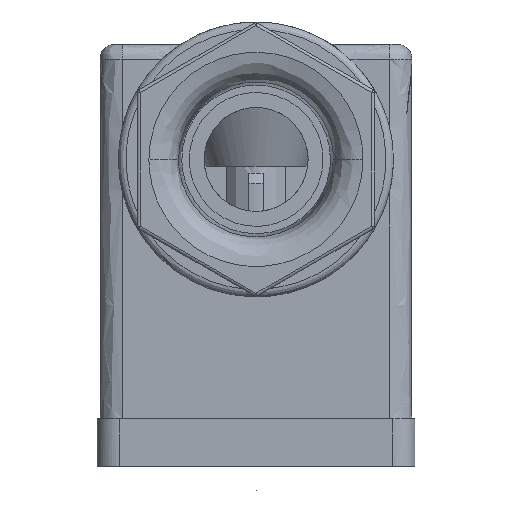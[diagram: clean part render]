
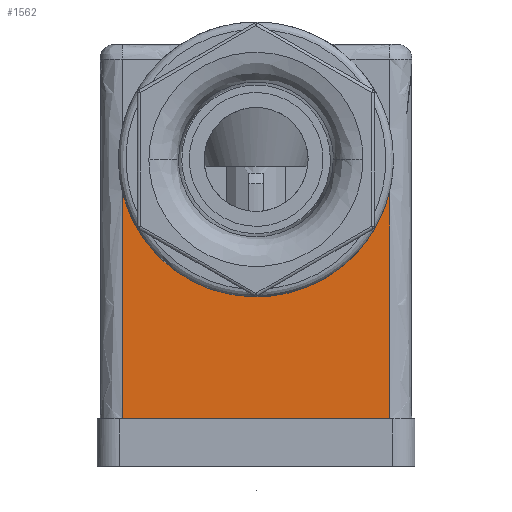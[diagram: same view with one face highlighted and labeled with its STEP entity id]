
A CAD part, left-side view. The second image highlights one B-rep face of the part: STEP entity #1562.
In plain terms, the highlighted planar face has unit normal (-1, 0, 0).
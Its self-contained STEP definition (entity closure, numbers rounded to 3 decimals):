
#1562=ADVANCED_FACE('',(#2937),#36761,.T.);
#2937=FACE_OUTER_BOUND('',#4309,.T.);
#4309=EDGE_LOOP('',(#14209,#14210,#14211,#14212));
#14209=ORIENTED_EDGE('',*,*,#21732,.T.);
#14210=ORIENTED_EDGE('',*,*,#20459,.F.);
#14211=ORIENTED_EDGE('',*,*,#21733,.T.);
#14212=ORIENTED_EDGE('',*,*,#21755,.T.);
#20459=EDGE_CURVE('',#34538,#34531,#27846,.T.);
#21732=EDGE_CURVE('',#35382,#34531,#29080,.T.);
#21733=EDGE_CURVE('',#34538,#35383,#29081,.T.);
#21755=EDGE_CURVE('',#35383,#35382,#22498,.T.);
#22498=(
BOUNDED_CURVE()
B_SPLINE_CURVE(2,(#106690,#106691,#106692,#106693,#106694),
 .UNSPECIFIED.,.F.,.F.)
B_SPLINE_CURVE_WITH_KNOTS((3,2,3),(-24.749,-12.375,
0.),.UNSPECIFIED.)
CURVE()
GEOMETRIC_REPRESENTATION_ITEM()
RATIONAL_B_SPLINE_CURVE((1.,0.785,1.,0.785,1.))
REPRESENTATION_ITEM('')
);
#27846=B_SPLINE_CURVE_WITH_KNOTS('',1,(#103971,#103972),.UNSPECIFIED.,.F.,
 .F.,(2,2),(0.,18.),.UNSPECIFIED.);
#29080=B_SPLINE_CURVE_WITH_KNOTS('',1,(#106590,#106591),.UNSPECIFIED.,.F.,
 .F.,(2,2),(0.,15.304),.UNSPECIFIED.);
#29081=B_SPLINE_CURVE_WITH_KNOTS('',1,(#106592,#106593),.UNSPECIFIED.,.F.,
 .F.,(2,2),(0.,15.345),.UNSPECIFIED.);
#34531=VERTEX_POINT('',#102824);
#34538=VERTEX_POINT('',#102831);
#35382=VERTEX_POINT('',#103675);
#35383=VERTEX_POINT('',#103676);
#36761=PLANE('',#37806);
#37806=AXIS2_PLACEMENT_3D('',#80403,#38683,$);
#38683=DIRECTION('',(-1.,0.,0.));
#80403=CARTESIAN_POINT('',(-14.15,-10.812,21.682));
#102824=CARTESIAN_POINT('',(-14.15,9.,4.79));
#102831=CARTESIAN_POINT('',(-14.15,-9.,4.79));
#103675=CARTESIAN_POINT('',(-14.15,9.,20.094));
#103676=CARTESIAN_POINT('',(-14.15,-9.,20.135));
#103971=CARTESIAN_POINT('',(-14.15,-9.,4.79));
#103972=CARTESIAN_POINT('',(-14.15,9.,4.79));
#106590=CARTESIAN_POINT('',(-14.15,9.,20.094));
#106591=CARTESIAN_POINT('',(-14.15,9.,4.79));
#106592=CARTESIAN_POINT('',(-14.15,-9.,4.79));
#106593=CARTESIAN_POINT('',(-14.15,-9.,20.135));
#106690=CARTESIAN_POINT('',(-14.15,-9.,20.135));
#106691=CARTESIAN_POINT('',(-14.15,-7.328,13.017));
#106692=CARTESIAN_POINT('',(-14.15,-0.016,13.));
#106693=CARTESIAN_POINT('',(-14.15,7.295,12.983));
#106694=CARTESIAN_POINT('',(-14.15,9.,20.094));
